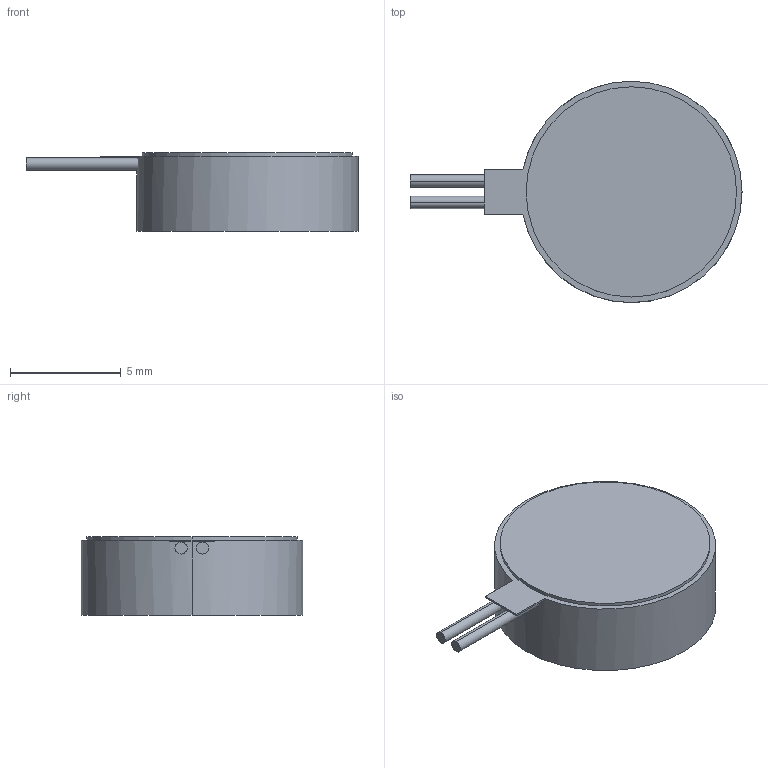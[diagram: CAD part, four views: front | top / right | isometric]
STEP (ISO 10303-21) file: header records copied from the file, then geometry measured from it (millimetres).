
FILE_DESCRIPTION (( 'STEP AP214' ), '1' );
FILE_NAME ('8449.STEP', '2015-07-08T23:03:14', ( '' ), ( '' ), 'SwSTEP 2.0', 'SolidWorks 2014', '' );
FILE_SCHEMA (( 'AUTOMOTIVE_DESIGN' ));
Length unit declared in the file: millimetre
Products named in the file (1): 8449
Bounding box: 15 x 10 x 3.55 mm (x, y, z)
Volume: 282.7 mm3; surface area: 310.9 mm2
Topology: 3 solids, 3 shells, 19 faces, 36 edges, 24 vertices
Faces by surface type: plane 11, cylinder 8
Entity records: 540 total; most frequent: DIRECTION 94, CARTESIAN_POINT 80, ORIENTED_EDGE 72, AXIS2_PLACEMENT_3D 38, EDGE_CURVE 36, VERTEX_POINT 24, EDGE_LOOP 20, ADVANCED_FACE 19
